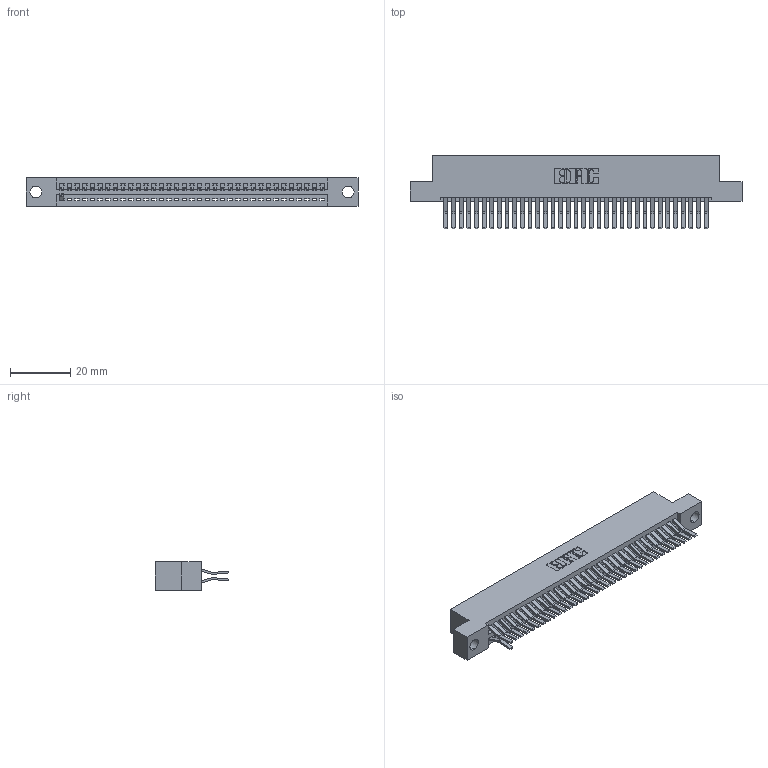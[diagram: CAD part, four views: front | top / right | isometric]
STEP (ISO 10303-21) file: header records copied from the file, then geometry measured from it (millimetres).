
FILE_DESCRIPTION (( 'STEP AP203' ), '1' );
FILE_NAME ('395-070-560-204.STEP', '2018-11-27T03:24:45', ( '' ), ( '' ), 'SwSTEP 2.0', 'SolidWorks 2016', '' );
FILE_SCHEMA (( 'CONFIG_CONTROL_DESIGN' ));
Length unit declared in the file: inch
Products named in the file (3): 345 Part_Flush Mounting Lugs - 0.156 Dia-TH; 345-292-001_560 Tail; 395-070-560-204
Assembly tree (37 placements, depth 2):
  395-070-560-204
    345 Part_Flush Mounting Lugs - 0.156 Dia-TH
    345-292-001_560 Tail  x36
Bounding box: 110.11 x 24.45 x 9.4 mm (x, y, z)
Volume: 10472.8 mm3; surface area: 14031.1 mm2
Topology: 37 solids, 37 shells, 2270 faces, 6839 edges, 4510 vertices
Faces by surface type: plane 1506, cylinder 764
Entity records: 27407 total; most frequent: CARTESIAN_POINT 4750, ORIENTED_EDGE 4718, DIRECTION 4163, EDGE_CURVE 2359, LINE 2083, VECTOR 2083, VERTEX_POINT 1570, AXIS2_PLACEMENT_3D 1040
